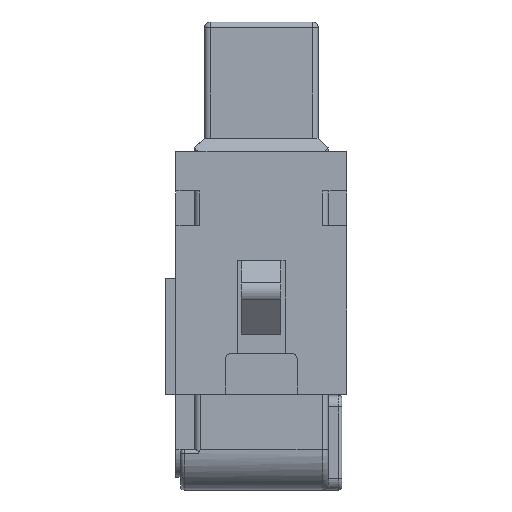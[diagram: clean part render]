
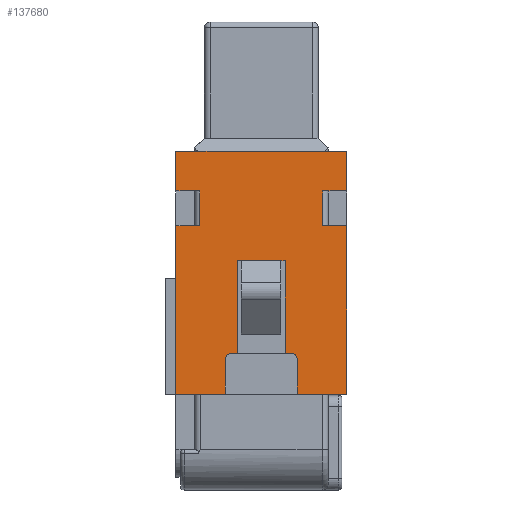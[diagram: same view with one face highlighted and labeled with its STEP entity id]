
A CAD part, front view. The second image highlights one B-rep face of the part: STEP entity #137680.
In plain terms, the highlighted face is planar.
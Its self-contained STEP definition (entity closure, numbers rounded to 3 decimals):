
#98510=CARTESIAN_POINT('',(75.775,67.15,-11.15));
#98520=VERTEX_POINT('',#98510);
#98550=CARTESIAN_POINT('',(75.775,59.8,-11.15));
#98560=DIRECTION('',(0.,-1.,0.));
#98570=VECTOR('',#98560,1.);
#98580=LINE('',#98550,#98570);
#98590=CARTESIAN_POINT('',(75.775,52.45,-11.15));
#98600=VERTEX_POINT('',#98590);
#98610=EDGE_CURVE('',#98520,#98600,#98580,.T.);
#106190=CARTESIAN_POINT('',(75.775,52.45,0.025));
#106200=DIRECTION('',(0.,0.,1.));
#106210=VECTOR('',#106200,1.);
#106220=LINE('',#106190,#106210);
#106230=CARTESIAN_POINT('',(75.775,52.45,-14.55));
#106240=VERTEX_POINT('',#106230);
#106250=EDGE_CURVE('',#106240,#98600,#106220,.T.);
#106470=CARTESIAN_POINT('',(75.775,52.45,-17.55));
#106480=VERTEX_POINT('',#106470);
#106510=CARTESIAN_POINT('',(75.775,52.45,-32.05));
#106520=VERTEX_POINT('',#106510);
#106530=EDGE_CURVE('',#106520,#106480,#106220,.T.);
#118780=CARTESIAN_POINT('',(75.775,67.1,-32.05));
#118790=DIRECTION('',(0.,-1.,0.));
#118800=VECTOR('',#118790,1.);
#118810=LINE('',#118780,#118800);
#118820=CARTESIAN_POINT('',(75.775,56.7,-32.05));
#118830=VERTEX_POINT('',#118820);
#118840=EDGE_CURVE('',#118830,#106520,#118810,.T.);
#119060=CARTESIAN_POINT('',(75.775,62.9,-32.05));
#119070=VERTEX_POINT('',#119060);
#119100=CARTESIAN_POINT('',(75.775,59.8,-32.05));
#119110=DIRECTION('',(0.,-1.,0.));
#119120=VECTOR('',#119110,1.);
#119130=LINE('',#119100,#119120);
#119140=CARTESIAN_POINT('',(75.775,67.15,-32.05));
#119150=VERTEX_POINT('',#119140);
#119160=EDGE_CURVE('',#119150,#119070,#119130,.T.);
#127900=CARTESIAN_POINT('',(75.775,67.15,0.025));
#127910=DIRECTION('',(0.,0.,-1.));
#127920=VECTOR('',#127910,1.);
#127930=LINE('',#127900,#127920);
#127940=CARTESIAN_POINT('',(75.775,67.15,-17.55));
#127950=VERTEX_POINT('',#127940);
#127960=EDGE_CURVE('',#127950,#119150,#127930,.T.);
#128180=CARTESIAN_POINT('',(75.775,67.15,-14.55));
#128190=VERTEX_POINT('',#128180);
#128220=CARTESIAN_POINT('',(75.775,67.15,0.025));
#128230=DIRECTION('',(0.,0.,-1.));
#128240=VECTOR('',#128230,1.);
#128250=LINE('',#128220,#128240);
#128260=EDGE_CURVE('',#98520,#128190,#128250,.T.);
#134120=CARTESIAN_POINT('',(75.775,57.75,-28.55));
#134130=VERTEX_POINT('',#134120);
#134160=CARTESIAN_POINT('',(75.775,57.75,0.025));
#134170=DIRECTION('',(0.,0.,-1.));
#134180=VECTOR('',#134170,1.);
#134190=LINE('',#134160,#134180);
#134200=CARTESIAN_POINT('',(75.775,57.75,-20.55));
#134210=VERTEX_POINT('',#134200);
#134220=EDGE_CURVE('',#134210,#134130,#134190,.T.);
#134800=CARTESIAN_POINT('',(75.775,62.4,-28.55));
#134810=VERTEX_POINT('',#134800);
#134980=CARTESIAN_POINT('',(75.775,57.2,-28.55));
#134990=VERTEX_POINT('',#134980);
#135020=CARTESIAN_POINT('',(75.775,59.8,-28.55));
#135030=DIRECTION('',(0.,1.,0.));
#135040=VECTOR('',#135030,1.);
#135050=LINE('',#135020,#135040);
#135060=EDGE_CURVE('',#134990,#134130,#135050,.T.);
#135140=CARTESIAN_POINT('',(75.775,61.85,-28.55));
#135150=VERTEX_POINT('',#135140);
#135180=EDGE_CURVE('',#135150,#134810,#135050,.T.);
#135880=CARTESIAN_POINT('',(75.775,62.9,-29.05));
#135890=VERTEX_POINT('',#135880);
#135920=CARTESIAN_POINT('',(75.775,62.9,0.025));
#135930=DIRECTION('',(0.,0.,-1.));
#135940=VECTOR('',#135930,1.);
#135950=LINE('',#135920,#135940);
#135960=EDGE_CURVE('',#135890,#119070,#135950,.T.);
#136160=CARTESIAN_POINT('',(75.775,62.4,-29.05));
#136170=DIRECTION('',(1.,0.,0.));
#136180=DIRECTION('',(0.,1.,0.));
#136190=AXIS2_PLACEMENT_3D('',#136160,#136170,#136180);
#136200=CIRCLE('',#136190,0.5);
#136210=EDGE_CURVE('',#135890,#134810,#136200,.T.);
#136440=CARTESIAN_POINT('',(75.775,56.7,-29.05));
#136450=VERTEX_POINT('',#136440);
#136480=CARTESIAN_POINT('',(75.775,57.2,-29.05));
#136490=DIRECTION('',(-1.,0.,0.));
#136500=DIRECTION('',(0.,-1.,0.));
#136510=AXIS2_PLACEMENT_3D('',#136480,#136490,#136500);
#136520=CIRCLE('',#136510,0.5);
#136530=EDGE_CURVE('',#136450,#134990,#136520,.T.);
#136730=CARTESIAN_POINT('',(75.775,56.7,0.025));
#136740=DIRECTION('',(0.,0.,1.));
#136750=VECTOR('',#136740,1.);
#136760=LINE('',#136730,#136750);
#136770=EDGE_CURVE('',#118830,#136450,#136760,.T.);
#136890=CARTESIAN_POINT('',(75.775,67.1,-11.15));
#136900=DIRECTION('',(-1.,0.,0.));
#136910=DIRECTION('',(0.,1.,0.));
#136920=AXIS2_PLACEMENT_3D('',#136890,#136900,#136910);
#136930=PLANE('',#136920);
#136940=ORIENTED_EDGE('',*,*,#119160,.F.);
#136950=ORIENTED_EDGE('',*,*,#135960,.T.);
#136960=ORIENTED_EDGE('',*,*,#136210,.F.);
#136970=ORIENTED_EDGE('',*,*,#135180,.T.);
#136980=CARTESIAN_POINT('',(75.775,61.85,0.025));
#136990=DIRECTION('',(0.,0.,1.));
#137000=VECTOR('',#136990,1.);
#137010=LINE('',#136980,#137000);
#137020=CARTESIAN_POINT('',(75.775,61.85,-20.55));
#137030=VERTEX_POINT('',#137020);
#137040=EDGE_CURVE('',#135150,#137030,#137010,.T.);
#137050=ORIENTED_EDGE('',*,*,#137040,.F.);
#137060=CARTESIAN_POINT('',(75.775,59.8,-20.55));
#137070=DIRECTION('',(0.,1.,0.));
#137080=VECTOR('',#137070,1.);
#137090=LINE('',#137060,#137080);
#137100=EDGE_CURVE('',#134210,#137030,#137090,.T.);
#137110=ORIENTED_EDGE('',*,*,#137100,.T.);
#137120=ORIENTED_EDGE('',*,*,#134220,.F.);
#137130=ORIENTED_EDGE('',*,*,#135060,.T.);
#137140=ORIENTED_EDGE('',*,*,#136530,.T.);
#137150=ORIENTED_EDGE('',*,*,#136770,.T.);
#137160=ORIENTED_EDGE('',*,*,#118840,.F.);
#137170=ORIENTED_EDGE('',*,*,#106530,.F.);
#137180=CARTESIAN_POINT('',(75.775,59.8,-17.55));
#137190=DIRECTION('',(0.,-1.,0.));
#137200=VECTOR('',#137190,1.);
#137210=LINE('',#137180,#137200);
#137220=CARTESIAN_POINT('',(75.775,54.5,-17.55));
#137230=VERTEX_POINT('',#137220);
#137240=EDGE_CURVE('',#137230,#106480,#137210,.T.);
#137250=ORIENTED_EDGE('',*,*,#137240,.T.);
#137260=CARTESIAN_POINT('',(75.775,54.5,0.025));
#137270=DIRECTION('',(0.,0.,-1.));
#137280=VECTOR('',#137270,1.);
#137290=LINE('',#137260,#137280);
#137300=CARTESIAN_POINT('',(75.775,54.5,-14.55));
#137310=VERTEX_POINT('',#137300);
#137320=EDGE_CURVE('',#137310,#137230,#137290,.T.);
#137330=ORIENTED_EDGE('',*,*,#137320,.T.);
#137340=CARTESIAN_POINT('',(75.775,59.8,-14.55));
#137350=DIRECTION('',(0.,1.,0.));
#137360=VECTOR('',#137350,1.);
#137370=LINE('',#137340,#137360);
#137380=EDGE_CURVE('',#106240,#137310,#137370,.T.);
#137390=ORIENTED_EDGE('',*,*,#137380,.T.);
#137400=ORIENTED_EDGE('',*,*,#106250,.F.);
#137410=ORIENTED_EDGE('',*,*,#98610,.T.);
#137420=ORIENTED_EDGE('',*,*,#128260,.F.);
#137430=CARTESIAN_POINT('',(75.775,59.8,-14.55));
#137440=DIRECTION('',(0.,1.,0.));
#137450=VECTOR('',#137440,1.);
#137460=LINE('',#137430,#137450);
#137470=CARTESIAN_POINT('',(75.775,65.1,-14.55));
#137480=VERTEX_POINT('',#137470);
#137490=EDGE_CURVE('',#137480,#128190,#137460,.T.);
#137500=ORIENTED_EDGE('',*,*,#137490,.T.);
#137510=CARTESIAN_POINT('',(75.775,65.1,0.025));
#137520=DIRECTION('',(0.,0.,1.));
#137530=VECTOR('',#137520,1.);
#137540=LINE('',#137510,#137530);
#137550=CARTESIAN_POINT('',(75.775,65.1,-17.55));
#137560=VERTEX_POINT('',#137550);
#137570=EDGE_CURVE('',#137560,#137480,#137540,.T.);
#137580=ORIENTED_EDGE('',*,*,#137570,.T.);
#137590=CARTESIAN_POINT('',(75.775,59.8,-17.55));
#137600=DIRECTION('',(0.,-1.,0.));
#137610=VECTOR('',#137600,1.);
#137620=LINE('',#137590,#137610);
#137630=EDGE_CURVE('',#127950,#137560,#137620,.T.);
#137640=ORIENTED_EDGE('',*,*,#137630,.T.);
#137650=ORIENTED_EDGE('',*,*,#127960,.F.);
#137660=EDGE_LOOP('',(#137650,#137640,#137580,#137500,#137420,#137410,
#137400,#137390,#137330,#137250,#137170,#137160,#137150,#137140,#137130,
#137120,#137110,#137050,#136970,#136960,#136950,#136940));
#137670=FACE_OUTER_BOUND('',#137660,.T.);
#137680=ADVANCED_FACE('',(#137670),#136930,.F.);
